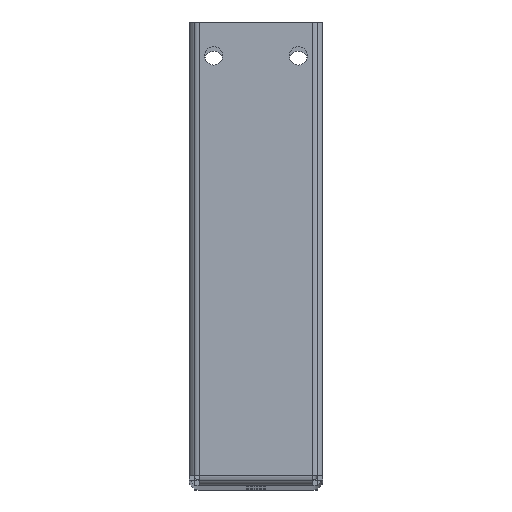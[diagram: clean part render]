
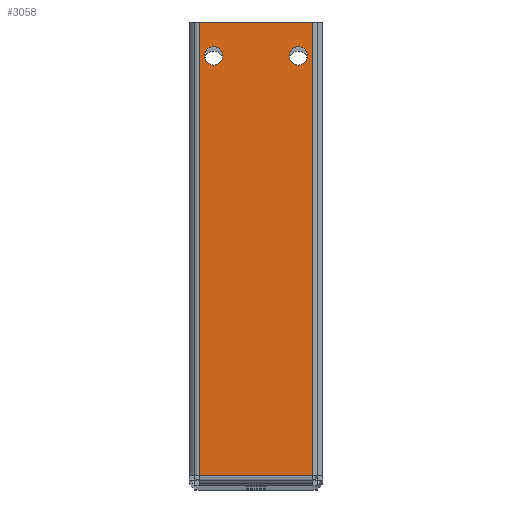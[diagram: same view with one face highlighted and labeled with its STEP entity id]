
A CAD part, top view. The second image highlights one B-rep face of the part: STEP entity #3058.
In plain terms, the highlighted planar face has unit normal (0, 0, 1).
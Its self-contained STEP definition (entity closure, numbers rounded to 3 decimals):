
#6 = FACE_OUTER_BOUND ( 'NONE', #2069, .T. ) ;
#23 = FACE_BOUND ( 'NONE', #413, .T. ) ;
#25 = VERTEX_POINT ( 'NONE', #480 ) ;
#29 = VECTOR ( 'NONE', #3260, 1000. ) ;
#34 = LINE ( 'NONE', #3538, #1306 ) ;
#116 = VECTOR ( 'NONE', #2110, 1000. ) ;
#237 = ORIENTED_EDGE ( 'NONE', *, *, #1002, .F. ) ;
#357 = EDGE_CURVE ( 'NONE', #685, #603, #3352, .T. ) ;
#413 = EDGE_LOOP ( 'NONE', ( #2720, #1267 ) ) ;
#443 = CARTESIAN_POINT ( 'NONE',  ( 29.25, 126.66, 771. ) ) ;
#445 = DIRECTION ( 'NONE',  ( -1., 0., 0. ) ) ;
#480 = CARTESIAN_POINT ( 'NONE',  ( 33.5, 3., 771. ) ) ;
#513 = LINE ( 'NONE', #3456, #116 ) ;
#603 = VERTEX_POINT ( 'NONE', #965 ) ;
#618 = VERTEX_POINT ( 'NONE', #3452 ) ;
#685 = VERTEX_POINT ( 'NONE', #1356 ) ;
#686 = EDGE_CURVE ( 'NONE', #618, #2337, #1085, .T. ) ;
#706 = DIRECTION ( 'NONE',  ( 1., 0., 0. ) ) ;
#768 = AXIS2_PLACEMENT_3D ( 'NONE', #1395, #1360, #1024 ) ;
#808 = CARTESIAN_POINT ( 'NONE',  ( 0., 3., 771. ) ) ;
#896 = CIRCLE ( 'NONE', #768, 2.7 ) ;
#965 = CARTESIAN_POINT ( 'NONE',  ( 1.55, 126.66, 771. ) ) ;
#976 = VERTEX_POINT ( 'NONE', #2439 ) ;
#1002 = EDGE_CURVE ( 'NONE', #3502, #618, #34, .T. ) ;
#1003 = PLANE ( 'NONE',  #1810 ) ;
#1024 = DIRECTION ( 'NONE',  ( 1., 0., 0. ) ) ;
#1050 = CARTESIAN_POINT ( 'NONE',  ( 0., 136.66, 771. ) ) ;
#1085 = LINE ( 'NONE', #1050, #29 ) ;
#1090 = CIRCLE ( 'NONE', #2811, 2.7 ) ;
#1256 = DIRECTION ( 'NONE',  ( 0., 0., 1. ) ) ;
#1267 = ORIENTED_EDGE ( 'NONE', *, *, #3151, .F. ) ;
#1306 = VECTOR ( 'NONE', #1916, 1000. ) ;
#1325 = DIRECTION ( 'NONE',  ( 0., 0., 1. ) ) ;
#1356 = CARTESIAN_POINT ( 'NONE',  ( 6.95, 126.66, 771. ) ) ;
#1360 = DIRECTION ( 'NONE',  ( 0., 0., 1. ) ) ;
#1395 = CARTESIAN_POINT ( 'NONE',  ( 29.25, 126.66, 771. ) ) ;
#1542 = DIRECTION ( 'NONE',  ( 0., 0., 1. ) ) ;
#1578 = DIRECTION ( 'NONE',  ( 0., 0., -1. ) ) ;
#1649 = DIRECTION ( 'NONE',  ( 0., 1., 0. ) ) ;
#1724 = EDGE_LOOP ( 'NONE', ( #3447, #2696 ) ) ;
#1810 = AXIS2_PLACEMENT_3D ( 'NONE', #2111, #1578, #1649 ) ;
#1916 = DIRECTION ( 'NONE',  ( 0., 1., 0. ) ) ;
#2001 = CARTESIAN_POINT ( 'NONE',  ( 26.55, 126.66, 771. ) ) ;
#2033 = VECTOR ( 'NONE', #3052, 1000. ) ;
#2069 = EDGE_LOOP ( 'NONE', ( #2369, #2232, #2274, #237 ) ) ;
#2110 = DIRECTION ( 'NONE',  ( 0., -1., 0. ) ) ;
#2111 = CARTESIAN_POINT ( 'NONE',  ( 0., 0., 771. ) ) ;
#2166 = CARTESIAN_POINT ( 'NONE',  ( 4.25, 126.66, 771. ) ) ;
#2200 = LINE ( 'NONE', #3336, #2033 ) ;
#2232 = ORIENTED_EDGE ( 'NONE', *, *, #2412, .F. ) ;
#2274 = ORIENTED_EDGE ( 'NONE', *, *, #686, .F. ) ;
#2337 = VERTEX_POINT ( 'NONE', #2872 ) ;
#2369 = ORIENTED_EDGE ( 'NONE', *, *, #2642, .F. ) ;
#2412 = EDGE_CURVE ( 'NONE', #2337, #25, #513, .T. ) ;
#2439 = CARTESIAN_POINT ( 'NONE',  ( 31.95, 126.66, 771. ) ) ;
#2538 = EDGE_CURVE ( 'NONE', #603, #685, #1090, .T. ) ;
#2642 = EDGE_CURVE ( 'NONE', #25, #3502, #2200, .T. ) ;
#2696 = ORIENTED_EDGE ( 'NONE', *, *, #2538, .F. ) ;
#2720 = ORIENTED_EDGE ( 'NONE', *, *, #2851, .F. ) ;
#2723 = CIRCLE ( 'NONE', #3182, 2.7 ) ;
#2811 = AXIS2_PLACEMENT_3D ( 'NONE', #2166, #1325, #445 ) ;
#2851 = EDGE_CURVE ( 'NONE', #976, #3280, #2723, .T. ) ;
#2872 = CARTESIAN_POINT ( 'NONE',  ( 33.5, 136.66, 771. ) ) ;
#3052 = DIRECTION ( 'NONE',  ( -1., 0., 0. ) ) ;
#3058 = ADVANCED_FACE ( 'NONE', ( #23, #3457, #6 ), #1003, .F. ) ;
#3151 = EDGE_CURVE ( 'NONE', #3280, #976, #896, .T. ) ;
#3160 = DIRECTION ( 'NONE',  ( -1., 0., 0. ) ) ;
#3180 = AXIS2_PLACEMENT_3D ( 'NONE', #3198, #1256, #3160 ) ;
#3182 = AXIS2_PLACEMENT_3D ( 'NONE', #443, #1542, #706 ) ;
#3198 = CARTESIAN_POINT ( 'NONE',  ( 4.25, 126.66, 771. ) ) ;
#3260 = DIRECTION ( 'NONE',  ( 1., 0., 0. ) ) ;
#3280 = VERTEX_POINT ( 'NONE', #2001 ) ;
#3336 = CARTESIAN_POINT ( 'NONE',  ( 0., 3., 771. ) ) ;
#3352 = CIRCLE ( 'NONE', #3180, 2.7 ) ;
#3447 = ORIENTED_EDGE ( 'NONE', *, *, #357, .F. ) ;
#3452 = CARTESIAN_POINT ( 'NONE',  ( 0., 136.66, 771. ) ) ;
#3456 = CARTESIAN_POINT ( 'NONE',  ( 33.5, 136.66, 771. ) ) ;
#3457 = FACE_BOUND ( 'NONE', #1724, .T. ) ;
#3502 = VERTEX_POINT ( 'NONE', #808 ) ;
#3538 = CARTESIAN_POINT ( 'NONE',  ( 0., 1.5, 771. ) ) ;
